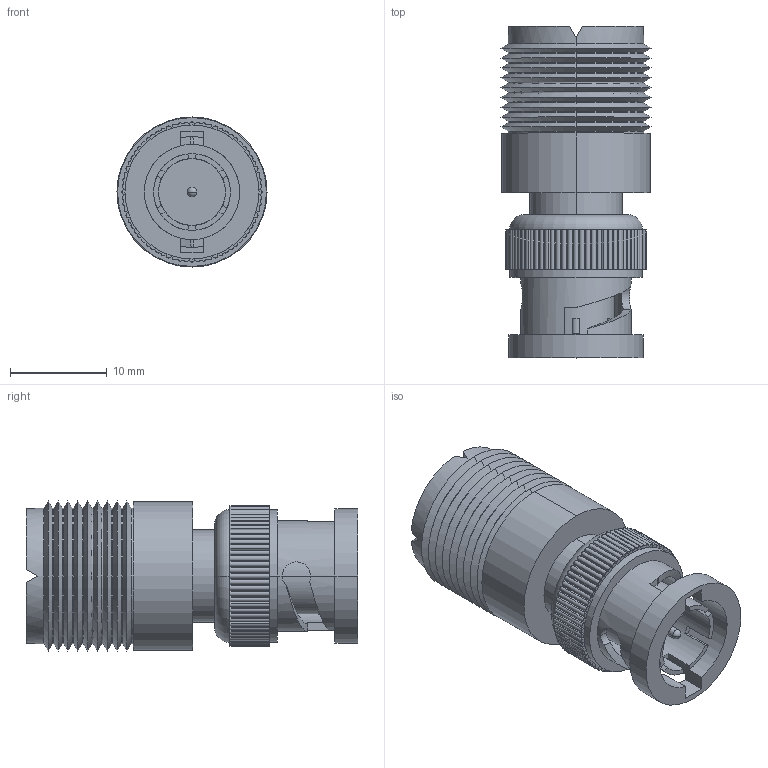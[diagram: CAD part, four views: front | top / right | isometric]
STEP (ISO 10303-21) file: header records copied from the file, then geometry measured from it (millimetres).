
FILE_DESCRIPTION (( 'STEP AP214' ), '1' );
FILE_NAME ('BA60.STEP', '2006-08-02T12:02:07', ( 'L-COM' ), ( 'L-COM' ), 'SwSTEP 2.0', 'SolidWorks 2006004', '' );
FILE_SCHEMA (( 'AUTOMOTIVE_DESIGN' ));
Length unit declared in the file: inch
Products named in the file (3): BA60; BA60-MA1_with flange
Assembly tree (2 placements, depth 2):
  BA60
    BA60-MA1_with flange
    BA60
Bounding box: 15.49 x 34.26 x 15.49 mm (x, y, z)
Volume: 3853.1 mm3; surface area: 3837.3 mm2
Topology: 2 solids, 2 shells, 397 faces, 1097 edges, 709 vertices
Faces by surface type: plane 202, cylinder 149, cone 36, bspline 6, sphere 2, torus 2
Entity records: 13639 total; most frequent: CARTESIAN_POINT 2782, ORIENTED_EDGE 2186, DIRECTION 2169, EDGE_CURVE 1093, AXIS2_PLACEMENT_3D 734, VERTEX_POINT 707, VECTOR 701, LINE 701
